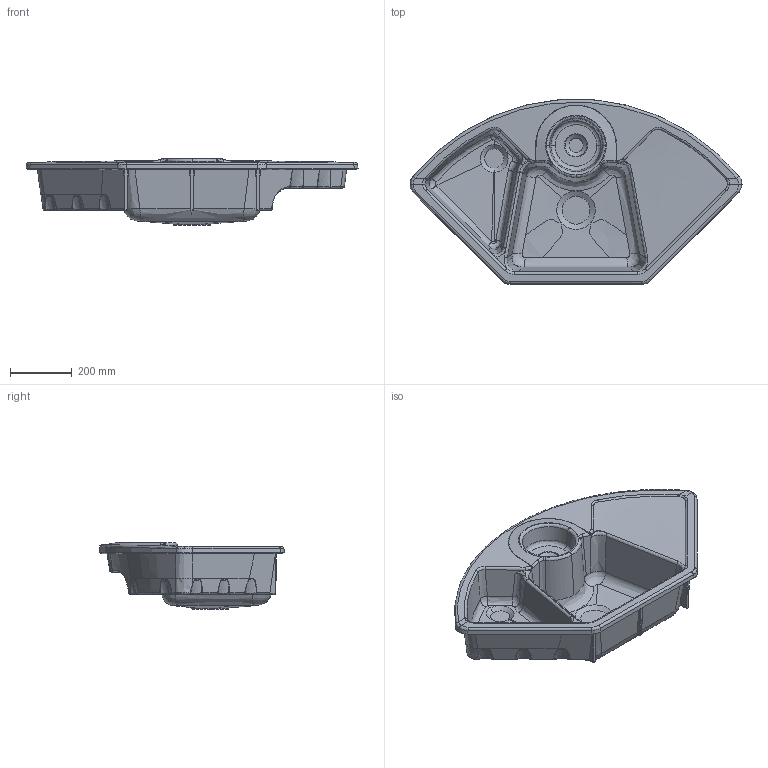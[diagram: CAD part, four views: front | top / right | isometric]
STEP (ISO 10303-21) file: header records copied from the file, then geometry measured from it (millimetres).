
FILE_DESCRIPTION(/* description */ (''),/* implementation_level */ '2;1');
FILE_NAME(/* name */ 'Solo_Eck_6708-00.stp',/* time_stamp */ '2013-01-03T13:56:52+01:00',/* author */ (''),/* organization */ (''),/* preprocessor_version */ 'ST-DEVELOPER v11',/* originating_system */ 'SIEMENS PLM Software NX 7.5',/* authorisation */ '');
FILE_SCHEMA (('AUTOMOTIVE_DESIGN { 1 0 10303 214 1 1 1 1 }'));
Products named in the file (1): conzAB6E1cpo
Bounding box: 1078.02 x 599.88 x 216.19 mm (x, y, z)
Surface area: 1775559.4 mm2 (no closed solid volume)
Topology: 0 solids, 15 shells, 528 faces, 1531 edges, 956 vertices
Faces by surface type: bspline 457, sphere 46, plane 12, cone 6, revolution 2, torus 2, extrusion 2, cylinder 1
Entity records: 43525 total; most frequent: CARTESIAN_POINT 34523, ORIENTED_EDGE 2529, EDGE_CURVE 1464, B_SPLINE_CURVE_WITH_KNOTS 1296, VERTEX_POINT 951, EDGE_LOOP 538, ADVANCED_FACE 528, FACE_OUTER_BOUND 518
